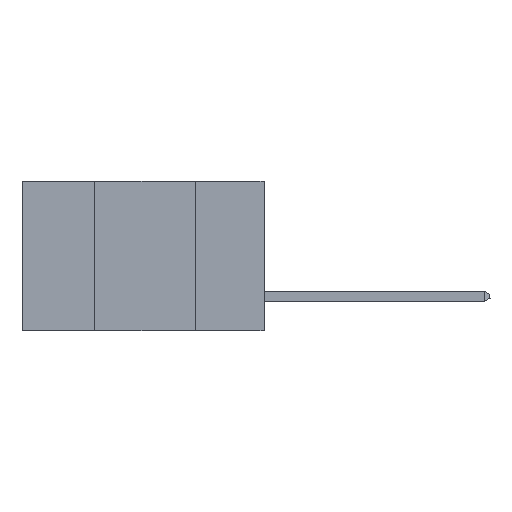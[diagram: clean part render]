
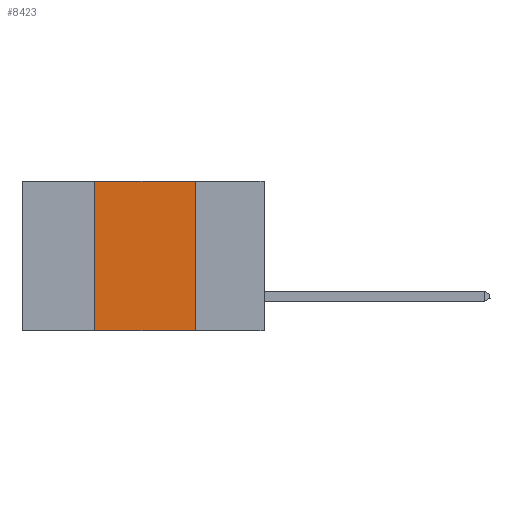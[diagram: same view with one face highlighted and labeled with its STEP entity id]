
A CAD part, left-side view. The second image highlights one B-rep face of the part: STEP entity #8423.
In plain terms, the highlighted planar face has unit normal (-1, 0, 0).
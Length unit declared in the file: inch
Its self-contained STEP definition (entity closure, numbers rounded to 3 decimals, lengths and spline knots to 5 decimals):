
#787 = DIRECTION ( 'NONE',  ( 0., 0., -1. ) ) ;
#1016 = DIRECTION ( 'NONE',  ( 0., -1., 0. ) ) ;
#2578 = DIRECTION ( 'NONE',  ( 0., 0., 1. ) ) ;
#4514 = VECTOR ( 'NONE', #2578, 39.37008 ) ;
#5460 = CARTESIAN_POINT ( 'NONE',  ( 0., 0.17, 0. ) ) ;
#6507 = CARTESIAN_POINT ( 'NONE',  ( 0., 0.6, 0. ) ) ;
#7059 = LINE ( 'NONE', #11689, #13673 ) ;
#7952 = DIRECTION ( 'NONE',  ( 0., 0., -1. ) ) ;
#8423 = ADVANCED_FACE ( 'NONE', ( #16656 ), #18859, .F. ) ;
#9630 = CARTESIAN_POINT ( 'NONE',  ( 0., 0.17, 0. ) ) ;
#10070 = EDGE_LOOP ( 'NONE', ( #11572, #11600, #19871, #18710 ) ) ;
#10867 = LINE ( 'NONE', #16414, #4514 ) ;
#11011 = LINE ( 'NONE', #18236, #18794 ) ;
#11089 = AXIS2_PLACEMENT_3D ( 'NONE', #6507, #18927, #7952 ) ;
#11133 = EDGE_CURVE ( 'NONE', #13710, #11432, #11011, .T. ) ;
#11432 = VERTEX_POINT ( 'NONE', #9630 ) ;
#11550 = EDGE_CURVE ( 'NONE', #18295, #13515, #7059, .T. ) ;
#11572 = ORIENTED_EDGE ( 'NONE', *, *, #13346, .F. ) ;
#11600 = ORIENTED_EDGE ( 'NONE', *, *, #11133, .F. ) ;
#11689 = CARTESIAN_POINT ( 'NONE',  ( 0., 0.6, -0.37 ) ) ;
#12624 = CARTESIAN_POINT ( 'NONE',  ( 0., 0.42, 0. ) ) ;
#13346 = EDGE_CURVE ( 'NONE', #11432, #13515, #13585, .T. ) ;
#13455 = CARTESIAN_POINT ( 'NONE',  ( 0., 0.17, -0.37 ) ) ;
#13515 = VERTEX_POINT ( 'NONE', #13455 ) ;
#13585 = LINE ( 'NONE', #5460, #14801 ) ;
#13673 = VECTOR ( 'NONE', #16175, 39.37008 ) ;
#13710 = VERTEX_POINT ( 'NONE', #12624 ) ;
#14066 = EDGE_CURVE ( 'NONE', #18295, #13710, #10867, .T. ) ;
#14609 = CARTESIAN_POINT ( 'NONE',  ( 0., 0.42, -0.37 ) ) ;
#14801 = VECTOR ( 'NONE', #787, 39.37008 ) ;
#16175 = DIRECTION ( 'NONE',  ( 0., -1., 0. ) ) ;
#16414 = CARTESIAN_POINT ( 'NONE',  ( 0., 0.42, 0. ) ) ;
#16656 = FACE_OUTER_BOUND ( 'NONE', #10070, .T. ) ;
#18236 = CARTESIAN_POINT ( 'NONE',  ( 0., 0.6, 0. ) ) ;
#18295 = VERTEX_POINT ( 'NONE', #14609 ) ;
#18710 = ORIENTED_EDGE ( 'NONE', *, *, #11550, .T. ) ;
#18794 = VECTOR ( 'NONE', #1016, 39.37008 ) ;
#18859 = PLANE ( 'NONE',  #11089 ) ;
#18927 = DIRECTION ( 'NONE',  ( 1., 0., 0. ) ) ;
#19871 = ORIENTED_EDGE ( 'NONE', *, *, #14066, .F. ) ;
